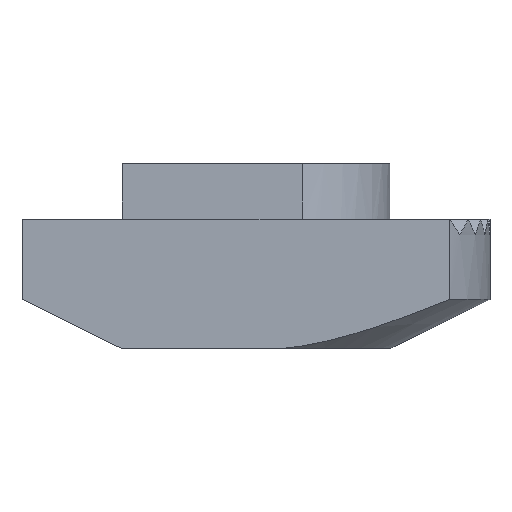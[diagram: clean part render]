
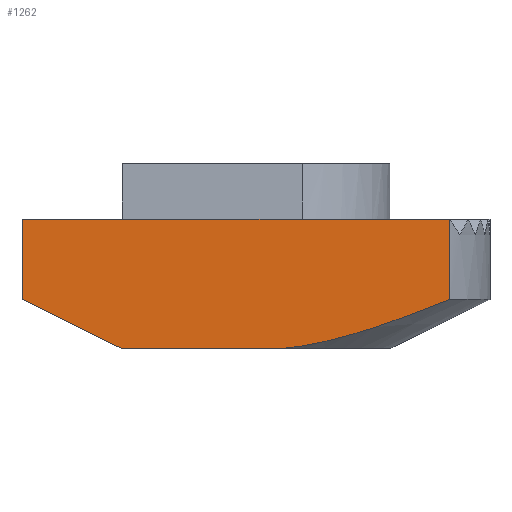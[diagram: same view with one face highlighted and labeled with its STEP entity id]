
A CAD part, left-side view. The second image highlights one B-rep face of the part: STEP entity #1262.
In plain terms, the highlighted planar face has unit normal (-1, 0, 0).
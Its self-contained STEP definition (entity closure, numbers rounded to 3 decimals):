
#47=(
BOUNDED_CURVE()
B_SPLINE_CURVE(2,(#2887,#2888,#2889),.UNSPECIFIED.,.F.,.F.)
B_SPLINE_CURVE_WITH_KNOTS((3,3),(0.533,0.897),
 .UNSPECIFIED.)
CURVE()
GEOMETRIC_REPRESENTATION_ITEM()
RATIONAL_B_SPLINE_CURVE((1.376,1.316,1.))
REPRESENTATION_ITEM('')
);
#52=PLANE('',#1355);
#137=FACE_OUTER_BOUND('',#210,.T.);
#210=EDGE_LOOP('',(#942,#943,#944,#945,#946,#947,#948,#949));
#308=LINE('',#2884,#426);
#309=LINE('',#2891,#427);
#310=LINE('',#2893,#428);
#311=LINE('',#2895,#429);
#312=LINE('',#2897,#430);
#313=LINE('',#2899,#431);
#314=LINE('',#2900,#432);
#426=VECTOR('',#1515,10.);
#427=VECTOR('',#1518,10.);
#428=VECTOR('',#1519,10.);
#429=VECTOR('',#1520,10.);
#430=VECTOR('',#1521,10.);
#431=VECTOR('',#1522,10.);
#432=VECTOR('',#1523,10.);
#558=VERTEX_POINT('',#2874);
#562=VERTEX_POINT('',#2882);
#563=VERTEX_POINT('',#2886);
#564=VERTEX_POINT('',#2890);
#565=VERTEX_POINT('',#2892);
#566=VERTEX_POINT('',#2894);
#567=VERTEX_POINT('',#2896);
#568=VERTEX_POINT('',#2898);
#702=EDGE_CURVE('',#558,#562,#308,.T.);
#703=EDGE_CURVE('',#562,#563,#47,.T.);
#704=EDGE_CURVE('',#563,#564,#309,.T.);
#705=EDGE_CURVE('',#564,#565,#310,.T.);
#706=EDGE_CURVE('',#565,#566,#311,.T.);
#707=EDGE_CURVE('',#566,#567,#312,.T.);
#708=EDGE_CURVE('',#568,#567,#313,.T.);
#709=EDGE_CURVE('',#558,#568,#314,.T.);
#942=ORIENTED_EDGE('',*,*,#702,.T.);
#943=ORIENTED_EDGE('',*,*,#703,.T.);
#944=ORIENTED_EDGE('',*,*,#704,.T.);
#945=ORIENTED_EDGE('',*,*,#705,.T.);
#946=ORIENTED_EDGE('',*,*,#706,.T.);
#947=ORIENTED_EDGE('',*,*,#707,.T.);
#948=ORIENTED_EDGE('',*,*,#708,.F.);
#949=ORIENTED_EDGE('',*,*,#709,.F.);
#1262=ADVANCED_FACE('',(#137),#52,.T.);
#1355=AXIS2_PLACEMENT_3D('',#2885,#1516,#1517);
#1515=DIRECTION('',(0.,-1.,0.));
#1516=DIRECTION('center_axis',(-1.,0.,0.));
#1517=DIRECTION('ref_axis',(0.,-1.,0.));
#1518=DIRECTION('',(0.,0.,1.));
#1519=DIRECTION('',(0.,1.,0.));
#1520=DIRECTION('',(0.,1.,0.));
#1521=DIRECTION('',(0.,1.,0.));
#1522=DIRECTION('',(0.,0.,1.));
#1523=DIRECTION('',(0.,0.898,0.441));
#2874=CARTESIAN_POINT('',(-2.95,3.009,0.25));
#2882=CARTESIAN_POINT('',(-2.95,-0.594,0.25));
#2884=CARTESIAN_POINT('',(-2.95,2.625,0.25));
#2885=CARTESIAN_POINT('Origin',(-2.95,5.25,0.));
#2886=CARTESIAN_POINT('',(-2.95,-4.343,1.35));
#2887=CARTESIAN_POINT('Ctrl Pts',(-2.95,-0.594,0.25));
#2888=CARTESIAN_POINT('Ctrl Pts',(-2.95,-1.96,0.382));
#2889=CARTESIAN_POINT('Ctrl Pts',(-2.95,-4.343,1.35));
#2890=CARTESIAN_POINT('',(-2.95,-4.343,3.15));
#2891=CARTESIAN_POINT('',(-2.95,-4.343,2.25));
#2892=CARTESIAN_POINT('',(-2.95,-0.676,3.15));
#2893=CARTESIAN_POINT('',(-2.95,3.112,3.15));
#2894=CARTESIAN_POINT('',(-2.95,3.,3.15));
#2895=CARTESIAN_POINT('',(-2.95,3.112,3.15));
#2896=CARTESIAN_POINT('',(-2.95,5.25,3.15));
#2897=CARTESIAN_POINT('',(-2.95,3.112,3.15));
#2898=CARTESIAN_POINT('',(-2.95,5.25,1.35));
#2899=CARTESIAN_POINT('',(-2.95,5.25,0.));
#2900=CARTESIAN_POINT('',(-2.95,4.295,0.881));
